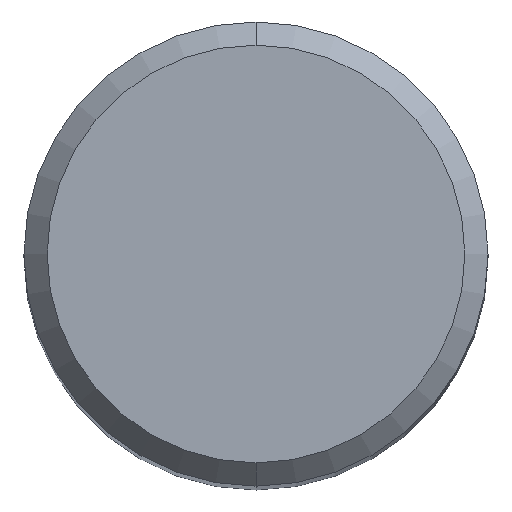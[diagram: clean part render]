
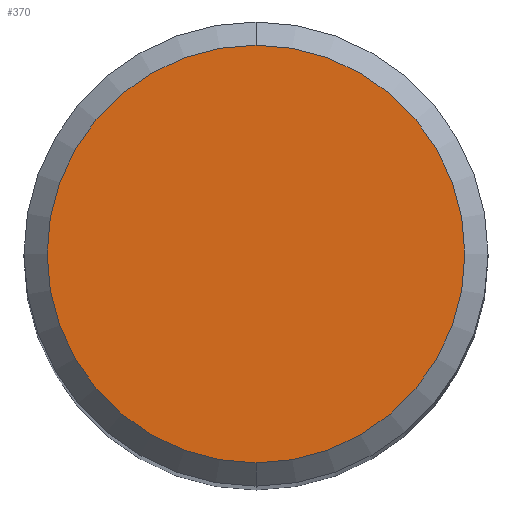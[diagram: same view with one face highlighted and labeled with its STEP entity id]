
A CAD part, top view. The second image highlights one B-rep face of the part: STEP entity #370.
In plain terms, the highlighted planar face has unit normal (0, 0, 1).
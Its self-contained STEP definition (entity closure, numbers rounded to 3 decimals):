
#224=EDGE_CURVE('',#276,#364,#531,.T.);
#276=VERTEX_POINT('',#586);
#348=EDGE_CURVE('',#364,#276,#665,.T.);
#364=VERTEX_POINT('',#681);
#370=ADVANCED_FACE('',(#687),#688,.T.);
#531=CIRCLE('',#929,4.5);
#586=CARTESIAN_POINT('',(0.0,4.5,0.0));
#665=CIRCLE('',#1220,4.5);
#681=CARTESIAN_POINT('',(0.,-4.5,0.0));
#687=FACE_OUTER_BOUND('',#1264,.T.);
#688=PLANE('',#1265);
#929=AXIS2_PLACEMENT_3D('',#1529,#1530,#1531);
#1220=AXIS2_PLACEMENT_3D('',#1664,#1665,#1666);
#1264=EDGE_LOOP('',(#1676,#1677));
#1265=AXIS2_PLACEMENT_3D('',#1678,#1679,#1680);
#1529=CARTESIAN_POINT('',(0.0,0.0,0.0));
#1530=DIRECTION('',(0.0,0.0,-1.0));
#1531=DIRECTION('',(0.0,1.0,0.0));
#1664=CARTESIAN_POINT('',(0.0,0.0,0.0));
#1665=DIRECTION('',(0.0,0.0,-1.0));
#1666=DIRECTION('',(0.0,1.0,0.0));
#1676=ORIENTED_EDGE('',*,*,#224,.F.);
#1677=ORIENTED_EDGE('',*,*,#348,.F.);
#1678=CARTESIAN_POINT('',(0.0,2.25,0.0));
#1679=DIRECTION('',(-0.0,0.0,1.0));
#1680=DIRECTION('',(0.0,-1.0,0.0));
